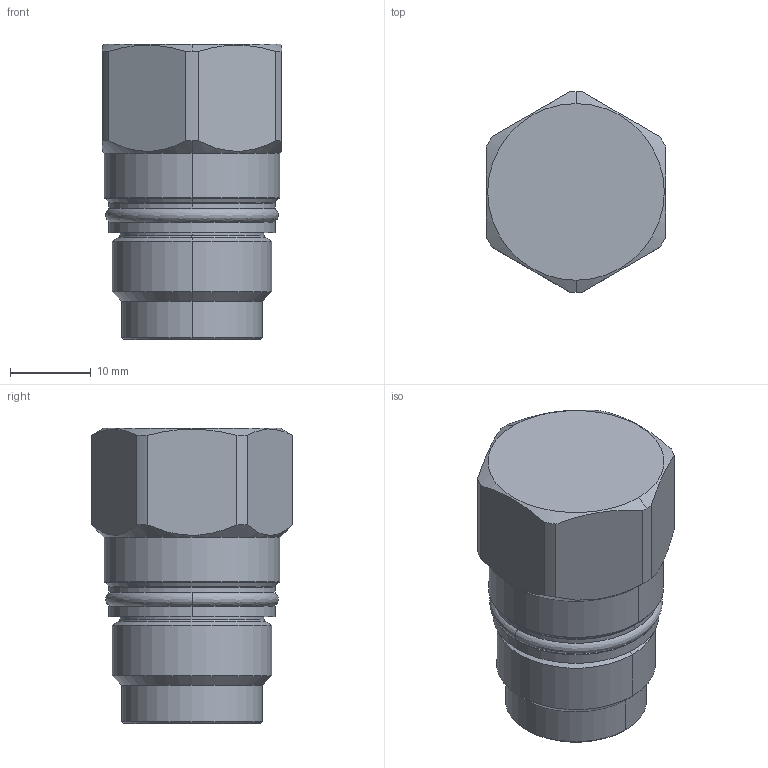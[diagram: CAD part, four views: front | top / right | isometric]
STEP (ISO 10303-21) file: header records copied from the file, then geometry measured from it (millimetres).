
FILE_DESCRIPTION((''),'2;1');
FILE_NAME('XFOA-XXN_PRT','2016-10-05T',('Administrator'),(''),'PRO/ENGINEER BY PARAMETRIC TECHNOLOGY CORPORATION, 2006240','PRO/ENGINEER BY PARAMETRIC TECHNOLOGY CORPORATION, 2006240','');
FILE_SCHEMA(('CONFIG_CONTROL_DESIGN'));
Length unit declared in the file: inch
Products named in the file (1): XFOA-XXN_PRT
Bounding box: 22.23 x 24.84 x 36.53 mm (x, y, z)
Volume: 12810.6 mm3; surface area: 3788.7 mm2
Topology: 2 solids, 2 shells, 62 faces, 140 edges, 84 vertices
Faces by surface type: cylinder 20, torus 14, plane 12, cone 12, revolution 4
Entity records: 2094 total; most frequent: CARTESIAN_POINT 636, DIRECTION 322, ORIENTED_EDGE 280, AXIS2_PLACEMENT_3D 140, EDGE_CURVE 140, VERTEX_POINT 84, CIRCLE 82, EDGE_LOOP 66
